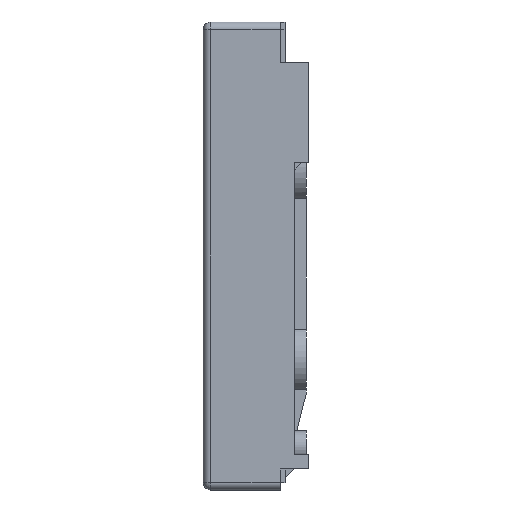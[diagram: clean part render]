
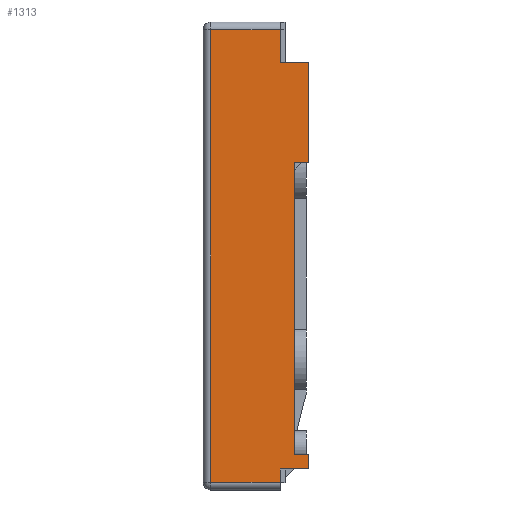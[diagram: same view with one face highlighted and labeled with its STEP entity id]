
A CAD part, left-side view. The second image highlights one B-rep face of the part: STEP entity #1313.
In plain terms, the highlighted planar face has unit normal (-1, 0, 0).
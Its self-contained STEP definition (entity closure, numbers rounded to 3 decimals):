
#77 = LINE ( 'NONE', #4022, #3192 ) ;
#121 = CARTESIAN_POINT ( 'NONE',  ( 0., -4.984, 68.6 ) ) ;
#144 = VERTEX_POINT ( 'NONE', #3199 ) ;
#195 = DIRECTION ( 'NONE',  ( 0., -1., 0. ) ) ;
#204 = AXIS2_PLACEMENT_3D ( 'NONE', #3983, #1319, #3964 ) ;
#285 = DIRECTION ( 'NONE',  ( 0., 1., 0. ) ) ;
#297 = VECTOR ( 'NONE', #1736, 1000. ) ;
#391 = LINE ( 'NONE', #430, #297 ) ;
#406 = VERTEX_POINT ( 'NONE', #4118 ) ;
#412 = VECTOR ( 'NONE', #285, 1000. ) ;
#430 = CARTESIAN_POINT ( 'NONE',  ( 0., 1.016, 1.588 ) ) ;
#483 = CARTESIAN_POINT ( 'NONE',  ( 0., 1.016, 89.6 ) ) ;
#489 = VERTEX_POINT ( 'NONE', #2104 ) ;
#507 = EDGE_CURVE ( 'NONE', #2775, #406, #4101, .T. ) ;
#518 = LINE ( 'NONE', #885, #3452 ) ;
#564 = VERTEX_POINT ( 'NONE', #4207 ) ;
#652 = ORIENTED_EDGE ( 'NONE', *, *, #4170, .T. ) ;
#760 = LINE ( 'NONE', #1448, #3601 ) ;
#769 = DIRECTION ( 'NONE',  ( 0., 0., -1. ) ) ;
#771 = DIRECTION ( 'NONE',  ( 0., 1., 0. ) ) ;
#773 = CARTESIAN_POINT ( 'NONE',  ( 0., -4.984, 7.4 ) ) ;
#783 = CARTESIAN_POINT ( 'NONE',  ( 0., -1.984, 68.6 ) ) ;
#807 = EDGE_CURVE ( 'NONE', #2171, #2499, #2723, .T. ) ;
#833 = ORIENTED_EDGE ( 'NONE', *, *, #507, .T. ) ;
#885 = CARTESIAN_POINT ( 'NONE',  ( 0., 1.016, 4.4 ) ) ;
#910 = LINE ( 'NONE', #4148, #3373 ) ;
#1000 = VERTEX_POINT ( 'NONE', #783 ) ;
#1044 = VECTOR ( 'NONE', #2103, 1000. ) ;
#1048 = CARTESIAN_POINT ( 'NONE',  ( 0., 1.016, 0. ) ) ;
#1084 = DIRECTION ( 'NONE',  ( 0., 0., 1. ) ) ;
#1135 = LINE ( 'NONE', #3676, #3460 ) ;
#1138 = EDGE_CURVE ( 'NONE', #406, #2171, #3238, .T. ) ;
#1161 = EDGE_CURVE ( 'NONE', #2499, #3009, #910, .T. ) ;
#1256 = CARTESIAN_POINT ( 'NONE',  ( 0., 15.557, 96.412 ) ) ;
#1313 = ADVANCED_FACE ( 'NONE', ( #1382 ), #2677, .F. ) ;
#1319 = DIRECTION ( 'NONE',  ( 1., 0., 0. ) ) ;
#1382 = FACE_OUTER_BOUND ( 'NONE', #1894, .T. ) ;
#1437 = EDGE_CURVE ( 'NONE', #489, #3555, #3382, .T. ) ;
#1448 = CARTESIAN_POINT ( 'NONE',  ( 0., -1.984, 68.6 ) ) ;
#1629 = LINE ( 'NONE', #3222, #2353 ) ;
#1679 = ORIENTED_EDGE ( 'NONE', *, *, #3365, .F. ) ;
#1726 = DIRECTION ( 'NONE',  ( 0., 0., 1. ) ) ;
#1736 = DIRECTION ( 'NONE',  ( 0., -1., 0. ) ) ;
#1814 = EDGE_CURVE ( 'NONE', #3009, #564, #1135, .T. ) ;
#1837 = ORIENTED_EDGE ( 'NONE', *, *, #1138, .T. ) ;
#1848 = CARTESIAN_POINT ( 'NONE',  ( 0., -4.984, 89.6 ) ) ;
#1894 = EDGE_LOOP ( 'NONE', ( #3806, #1679, #833, #1837, #2757, #3724, #4155, #3408, #2845, #652, #3234, #3019 ) ) ;
#2040 = CARTESIAN_POINT ( 'NONE',  ( 0., -4.984, 68.6 ) ) ;
#2103 = DIRECTION ( 'NONE',  ( 0., -1., 0. ) ) ;
#2104 = CARTESIAN_POINT ( 'NONE',  ( 0., -1.984, 7.4 ) ) ;
#2159 = VECTOR ( 'NONE', #1726, 1000. ) ;
#2171 = VERTEX_POINT ( 'NONE', #483 ) ;
#2275 = CARTESIAN_POINT ( 'NONE',  ( 0., 1.016, 1.588 ) ) ;
#2353 = VECTOR ( 'NONE', #2530, 1000. ) ;
#2425 = EDGE_CURVE ( 'NONE', #144, #3555, #77, .T. ) ;
#2490 = EDGE_CURVE ( 'NONE', #1000, #489, #760, .T. ) ;
#2499 = VERTEX_POINT ( 'NONE', #3391 ) ;
#2502 = DIRECTION ( 'NONE',  ( 0., 1., 0. ) ) ;
#2530 = DIRECTION ( 'NONE',  ( 0., 0., 1. ) ) ;
#2545 = CARTESIAN_POINT ( 'NONE',  ( 0., 1.016, 89.6 ) ) ;
#2677 = PLANE ( 'NONE',  #204 ) ;
#2701 = DIRECTION ( 'NONE',  ( 0., 0., -1. ) ) ;
#2723 = LINE ( 'NONE', #1048, #2159 ) ;
#2731 = VERTEX_POINT ( 'NONE', #3354 ) ;
#2757 = ORIENTED_EDGE ( 'NONE', *, *, #807, .T. ) ;
#2775 = VERTEX_POINT ( 'NONE', #121 ) ;
#2845 = ORIENTED_EDGE ( 'NONE', *, *, #3839, .T. ) ;
#3009 = VERTEX_POINT ( 'NONE', #1256 ) ;
#3019 = ORIENTED_EDGE ( 'NONE', *, *, #1437, .F. ) ;
#3168 = DIRECTION ( 'NONE',  ( 0., 0., 1. ) ) ;
#3192 = VECTOR ( 'NONE', #1084, 1000. ) ;
#3199 = CARTESIAN_POINT ( 'NONE',  ( 0., -4.984, 4.4 ) ) ;
#3222 = CARTESIAN_POINT ( 'NONE',  ( 0., 1.016, 0. ) ) ;
#3234 = ORIENTED_EDGE ( 'NONE', *, *, #2425, .T. ) ;
#3238 = LINE ( 'NONE', #2545, #412 ) ;
#3343 = LINE ( 'NONE', #2040, #3525 ) ;
#3354 = CARTESIAN_POINT ( 'NONE',  ( 0., 1.016, 4.4 ) ) ;
#3365 = EDGE_CURVE ( 'NONE', #2775, #1000, #3343, .T. ) ;
#3373 = VECTOR ( 'NONE', #2502, 1000. ) ;
#3377 = EDGE_CURVE ( 'NONE', #564, #3568, #391, .T. ) ;
#3382 = LINE ( 'NONE', #773, #1044 ) ;
#3391 = CARTESIAN_POINT ( 'NONE',  ( 0., 1.016, 96.412 ) ) ;
#3408 = ORIENTED_EDGE ( 'NONE', *, *, #3377, .T. ) ;
#3452 = VECTOR ( 'NONE', #195, 1000. ) ;
#3460 = VECTOR ( 'NONE', #769, 1000. ) ;
#3525 = VECTOR ( 'NONE', #771, 1000. ) ;
#3555 = VERTEX_POINT ( 'NONE', #3910 ) ;
#3568 = VERTEX_POINT ( 'NONE', #2275 ) ;
#3601 = VECTOR ( 'NONE', #2701, 1000. ) ;
#3676 = CARTESIAN_POINT ( 'NONE',  ( 0., 15.557, 98. ) ) ;
#3724 = ORIENTED_EDGE ( 'NONE', *, *, #1161, .T. ) ;
#3806 = ORIENTED_EDGE ( 'NONE', *, *, #2490, .F. ) ;
#3839 = EDGE_CURVE ( 'NONE', #3568, #2731, #1629, .T. ) ;
#3842 = VECTOR ( 'NONE', #3168, 1000. ) ;
#3910 = CARTESIAN_POINT ( 'NONE',  ( 0., -4.984, 7.4 ) ) ;
#3964 = DIRECTION ( 'NONE',  ( 0., 0., -1. ) ) ;
#3983 = CARTESIAN_POINT ( 'NONE',  ( 0., 0., 98. ) ) ;
#4022 = CARTESIAN_POINT ( 'NONE',  ( 0., -4.984, 89.6 ) ) ;
#4101 = LINE ( 'NONE', #1848, #3842 ) ;
#4118 = CARTESIAN_POINT ( 'NONE',  ( 0., -4.984, 89.6 ) ) ;
#4148 = CARTESIAN_POINT ( 'NONE',  ( 0., 0., 96.412 ) ) ;
#4155 = ORIENTED_EDGE ( 'NONE', *, *, #1814, .T. ) ;
#4170 = EDGE_CURVE ( 'NONE', #2731, #144, #518, .T. ) ;
#4207 = CARTESIAN_POINT ( 'NONE',  ( 0., 15.557, 1.588 ) ) ;
